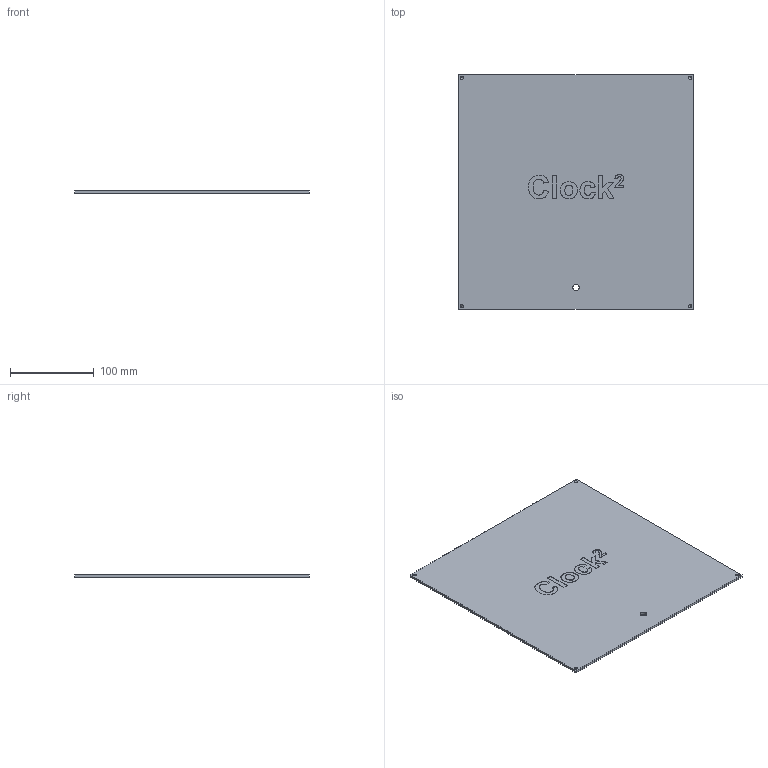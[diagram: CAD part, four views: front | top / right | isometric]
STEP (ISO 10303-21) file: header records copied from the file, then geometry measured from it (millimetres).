
FILE_DESCRIPTION(/* description */ (''),/* implementation_level */ '2;1');
FILE_NAME(/* name */ 'sheet_back.stp',/* time_stamp */ '2017-07-12T18:36:04+02:00',/* author */ (''),/* organization */ (''),/* preprocessor_version */ 'ST-DEVELOPER v16',/* originating_system */ 'SIEMENS PLM Software NX 10.0',/* authorisation */ '');
FILE_SCHEMA (('AUTOMOTIVE_DESIGN { 1 0 10303 214 3 1 1 1 }'));
Length unit declared in the file: millimetre
Products named in the file (1): sheet_back
Bounding box: 279.5 x 279.5 x 3 mm (x, y, z)
Volume: 233560.9 mm3; surface area: 159905.3 mm2
Topology: 1 solids, 1 shells, 84 faces, 226 edges, 151 vertices
Faces by surface type: extrusion 46, plane 29, cylinder 5, cone 4
Full cylindrical faces by diameter (mm): 1.5 x4, 7.5 x1
Entity records: 3068 total; most frequent: CARTESIAN_POINT 1215, ORIENTED_EDGE 424, DIRECTION 225, EDGE_CURVE 212, B_SPLINE_CURVE_WITH_KNOTS 171, VERTEX_POINT 146, VECTOR 119, EDGE_LOOP 110
